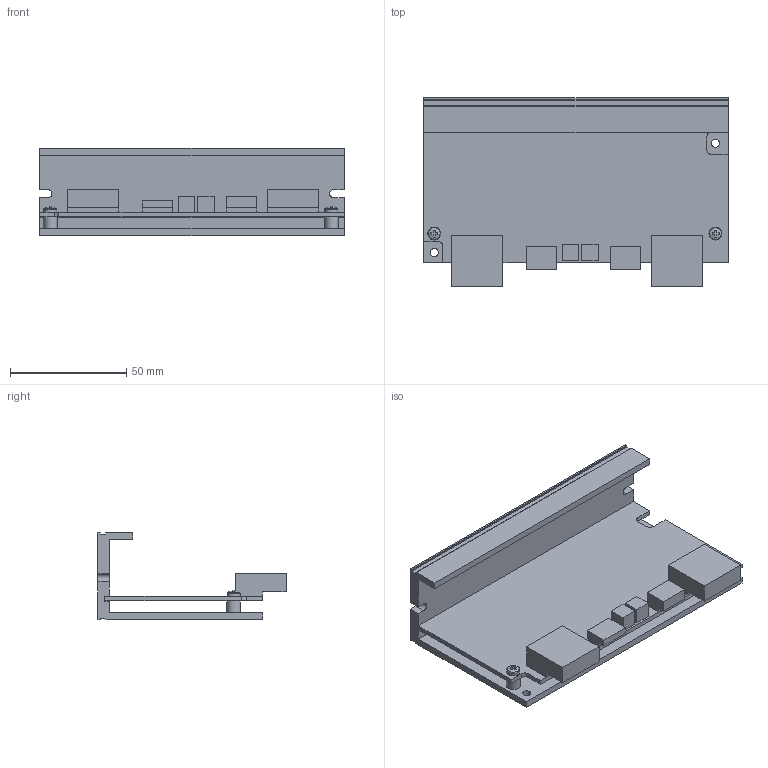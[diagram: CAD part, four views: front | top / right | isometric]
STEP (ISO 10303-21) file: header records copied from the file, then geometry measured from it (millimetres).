
FILE_DESCRIPTION( ( 'STEP AP203' ), ' ' );
FILE_NAME( 'BLHD100K.stp', '2016-10-12T14:38:28', ( '' ), ( '' ), ' ', 'PARTsolutions', ' ' );
FILE_SCHEMA( ( 'CONFIG_CONTROL_DESIGN' ) );
Length unit declared in the file: millimetre
Products named in the file (1): _BLHD100K
Bounding box: 131 x 81 x 37.5 mm (x, y, z)
Volume: 81894.2 mm3; surface area: 54881.4 mm2
Topology: 1 solids, 1 shells, 122 faces, 328 edges, 218 vertices
Faces by surface type: plane 107, cylinder 11, torus 2, bspline 2
Full cylindrical faces by diameter (mm): 3.5 x2, 5.6 x2, 6 x2
Entity records: 3848 total; most frequent: CARTESIAN_POINT 825, ORIENTED_EDGE 628, DIRECTION 556, EDGE_CURVE 314, LINE 266, VECTOR 266, VERTEX_POINT 214, EDGE_LOOP 148
